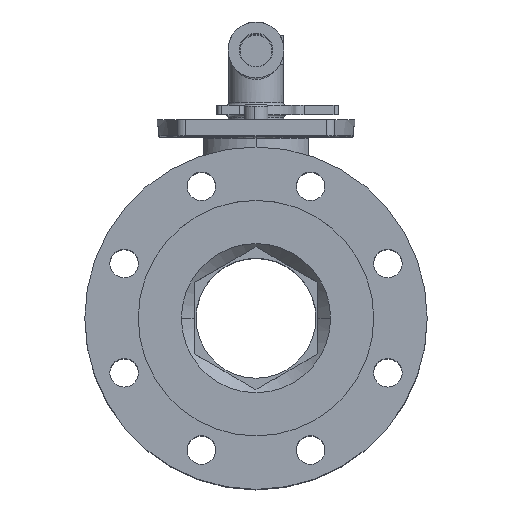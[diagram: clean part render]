
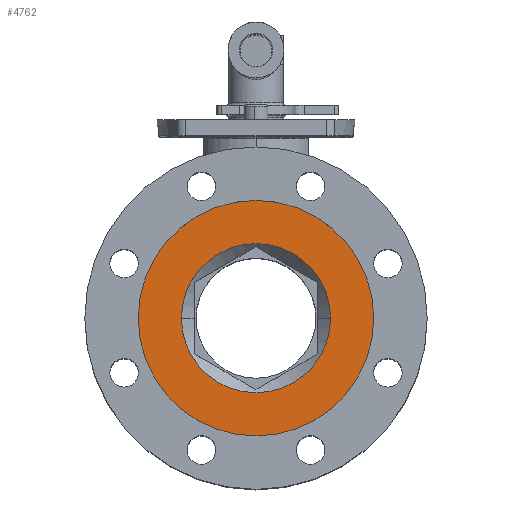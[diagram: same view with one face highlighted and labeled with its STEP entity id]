
A CAD part, top view. The second image highlights one B-rep face of the part: STEP entity #4762.
In plain terms, the highlighted planar face has unit normal (0, 0, 1).
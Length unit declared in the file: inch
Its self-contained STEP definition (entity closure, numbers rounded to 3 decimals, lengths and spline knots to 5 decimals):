
#170 = VERTEX_POINT ( 'NONE', #12183 ) ;
#321 = ORIENTED_EDGE ( 'NONE', *, *, #8174, .T. ) ;
#560 = CARTESIAN_POINT ( 'NONE',  ( -2.96415, -0.44031, 4.55443 ) ) ;
#920 = DIRECTION ( 'NONE',  ( 0., 0., 1. ) ) ;
#2340 = CARTESIAN_POINT ( 'NONE',  ( 0.13085, -0.44031, 4.55443 ) ) ;
#2840 = DIRECTION ( 'NONE',  ( 1., 0., 0. ) ) ;
#2887 = CARTESIAN_POINT ( 'NONE',  ( 2.09085, -0.44031, 4.55443 ) ) ;
#3058 = DIRECTION ( 'NONE',  ( 0., 0., 1. ) ) ;
#3116 = CIRCLE ( 'NONE', #15735, 3.095 ) ;
#4096 = AXIS2_PLACEMENT_3D ( 'NONE', #8109, #22037, #21796 ) ;
#4458 = ORIENTED_EDGE ( 'NONE', *, *, #19414, .F. ) ;
#4762 = ADVANCED_FACE ( 'NONE', ( #13304, #13642 ), #18341, .F. ) ;
#5759 = CIRCLE ( 'NONE', #13347, 3.095 ) ;
#6580 = EDGE_CURVE ( 'NONE', #19185, #21158, #5759, .T. ) ;
#6897 = CIRCLE ( 'NONE', #8009, 1.96 ) ;
#6933 = CARTESIAN_POINT ( 'NONE',  ( 3.22585, -0.44031, 4.55443 ) ) ;
#7434 = DIRECTION ( 'NONE',  ( 0., 0., 1. ) ) ;
#7763 = EDGE_LOOP ( 'NONE', ( #4458, #17228 ) ) ;
#7837 = DIRECTION ( 'NONE',  ( 1., 0., 0. ) ) ;
#8009 = AXIS2_PLACEMENT_3D ( 'NONE', #10107, #20100, #2840 ) ;
#8109 = CARTESIAN_POINT ( 'NONE',  ( 0.13085, 2.65469, 4.55443 ) ) ;
#8174 = EDGE_CURVE ( 'NONE', #21158, #19185, #3116, .T. ) ;
#9983 = CARTESIAN_POINT ( 'NONE',  ( 0.13085, -0.44031, 4.55443 ) ) ;
#10107 = CARTESIAN_POINT ( 'NONE',  ( 0.13085, -0.44031, 4.55443 ) ) ;
#10197 = DIRECTION ( 'NONE',  ( 1., 0., 0. ) ) ;
#10765 = VERTEX_POINT ( 'NONE', #2887 ) ;
#11709 = CARTESIAN_POINT ( 'NONE',  ( 0.13085, -0.44031, 4.55443 ) ) ;
#12183 = CARTESIAN_POINT ( 'NONE',  ( -1.82915, -0.44031, 4.55443 ) ) ;
#12681 = EDGE_CURVE ( 'NONE', #170, #10765, #18648, .T. ) ;
#13304 = FACE_BOUND ( 'NONE', #7763, .T. ) ;
#13347 = AXIS2_PLACEMENT_3D ( 'NONE', #2340, #7434, #21358 ) ;
#13642 = FACE_OUTER_BOUND ( 'NONE', #15293, .T. ) ;
#13986 = AXIS2_PLACEMENT_3D ( 'NONE', #9983, #3058, #10197 ) ;
#15293 = EDGE_LOOP ( 'NONE', ( #16619, #321 ) ) ;
#15735 = AXIS2_PLACEMENT_3D ( 'NONE', #11709, #920, #7837 ) ;
#16619 = ORIENTED_EDGE ( 'NONE', *, *, #6580, .T. ) ;
#17228 = ORIENTED_EDGE ( 'NONE', *, *, #12681, .F. ) ;
#18341 = PLANE ( 'NONE',  #4096 ) ;
#18648 = CIRCLE ( 'NONE', #13986, 1.96 ) ;
#19185 = VERTEX_POINT ( 'NONE', #6933 ) ;
#19414 = EDGE_CURVE ( 'NONE', #10765, #170, #6897, .T. ) ;
#20100 = DIRECTION ( 'NONE',  ( 0., 0., 1. ) ) ;
#21158 = VERTEX_POINT ( 'NONE', #560 ) ;
#21358 = DIRECTION ( 'NONE',  ( 1., 0., 0. ) ) ;
#21796 = DIRECTION ( 'NONE',  ( -1., 0., 0. ) ) ;
#22037 = DIRECTION ( 'NONE',  ( 0., 0., -1. ) ) ;
